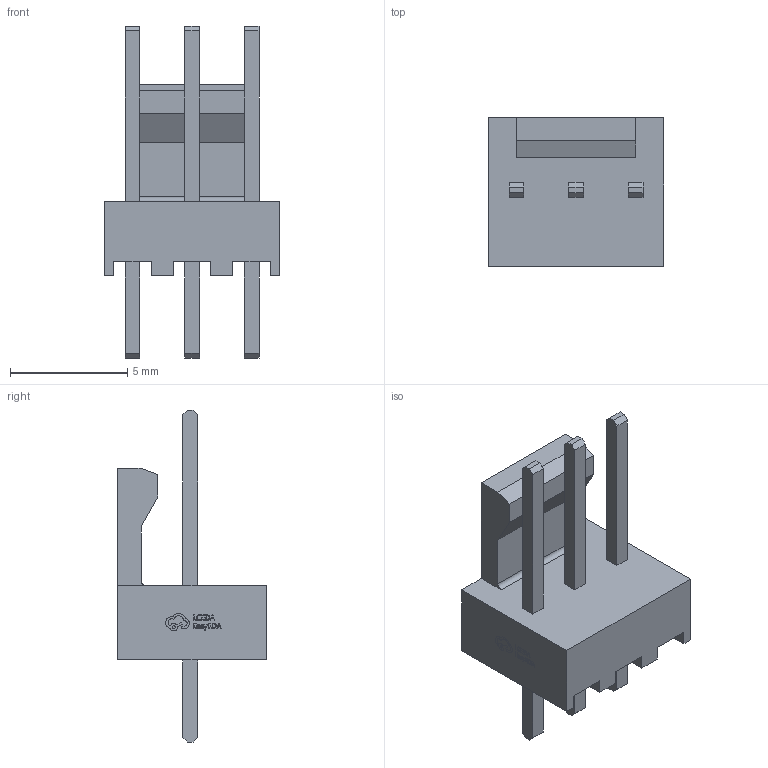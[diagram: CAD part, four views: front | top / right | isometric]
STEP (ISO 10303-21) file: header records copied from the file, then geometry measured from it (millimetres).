
FILE_DESCRIPTION (( 'STEP AP214' ), '1' );
FILE_NAME ('CONN-TH_3P-P2.54_22-23-2031.step', '2022-07-29T16:31:06', ( '' ), ( '' ), 'SwSTEP 2.0', 'SolidWorks 2020', '' );
FILE_SCHEMA (( 'AUTOMOTIVE_DESIGN' ));
Length unit declared in the file: millimetre
Products named in the file (1): CONN-TH_3P-P2.54_22-23-2031
Bounding box: 7.47 x 6.35 x 14.17 mm (x, y, z)
Volume: 176.8 mm3; surface area: 358.5 mm2
Topology: 14 solids, 14 shells, 364 faces, 966 edges, 644 vertices
Faces by surface type: plane 249, bspline 114, cylinder 1
Entity records: 15786 total; most frequent: CARTESIAN_POINT 4337, ORIENTED_EDGE 1932, DIRECTION 1238, EDGE_CURVE 966, VECTOR 732, LINE 732, VERTEX_POINT 644, EDGE_LOOP 390
